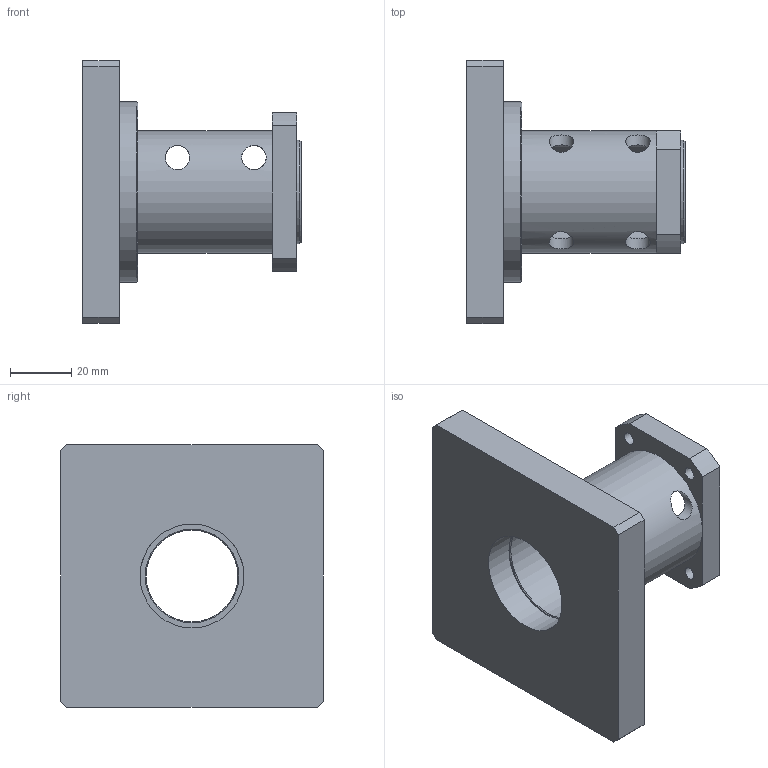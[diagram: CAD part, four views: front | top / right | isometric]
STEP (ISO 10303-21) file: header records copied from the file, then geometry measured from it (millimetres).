
FILE_DESCRIPTION(/* description */ (''),/* implementation_level */ '2;1');
FILE_NAME(/* name */ 'VK MTJ40 86 X 86 GESM14.stp',/* time_stamp */ '2015-08-18T07:55:59+01:00',/* author */ ('Hypex'),/* organization */ ('Hypex'),/* preprocessor_version */ 'ST-DEVELOPER v15.2',/* originating_system */ 'Autodesk Inventor 2014',/* authorisation */ '');
FILE_SCHEMA (('AUTOMOTIVE_DESIGN { 1 0 10303 214 3 1 1 }'));
Length unit declared in the file: millimetre
Products named in the file (1): VK MTJ40 86 X 86 GESM14
Bounding box: 71.5 x 86 x 86 mm (x, y, z)
Volume: 112941.3 mm3; surface area: 35536.3 mm2
Topology: 1 solids, 2 shells, 57 faces, 134 edges, 89 vertices
Faces by surface type: plane 26, cylinder 23, cone 8
Full cylindrical faces by diameter (mm): 4.134 x4, 4.2 x4, 8 x4, 30 x1, 34 x3, 40 x1, 59 x2
Entity records: 1825 total; most frequent: CARTESIAN_POINT 530, DIRECTION 252, ORIENTED_EDGE 194, EDGE_LOOP 112, AXIS2_PLACEMENT_3D 105, EDGE_CURVE 97, VERTEX_POINT 79, FACE_BOUND 58
